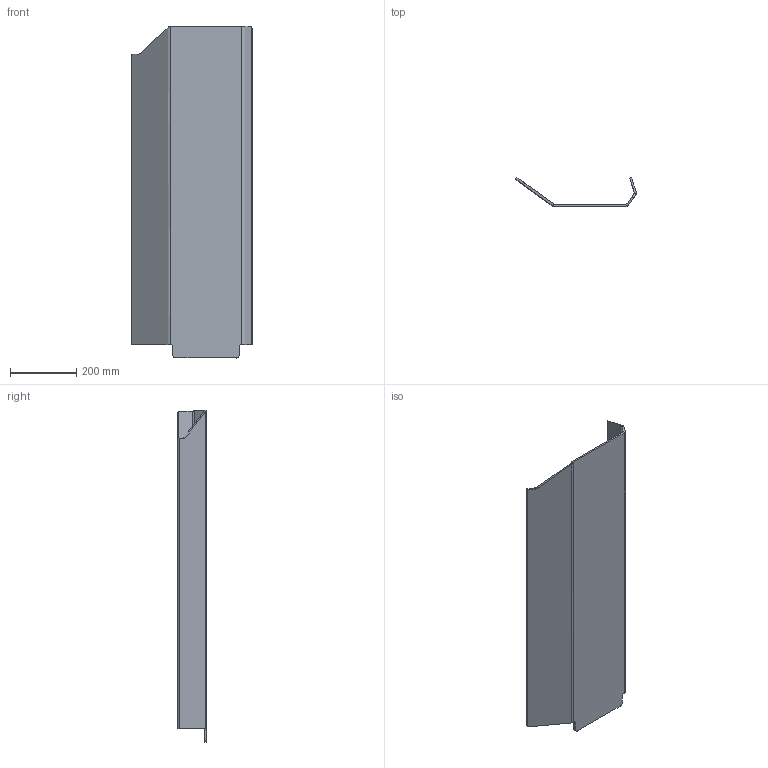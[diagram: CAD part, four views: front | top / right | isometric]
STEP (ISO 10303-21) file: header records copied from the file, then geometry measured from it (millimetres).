
FILE_DESCRIPTION (( 'STEP AP203' ), '1' );
FILE_NAME ('AynalamaM5 - erp33360_ÖZBEKÝSTAN öngöðüs kuþak krosu.IGS_Default_sldprt.STEP', '2023-01-17T11:22:29', ( '' ), ( '' ), 'SwSTEP 2.0', 'SolidWorks 2019', '' );
FILE_SCHEMA (( 'CONFIG_CONTROL_DESIGN' ));
Length unit declared in the file: millimetre
Products named in the file (1): AynalamaM5 - erp33360_ÖZBEKÝSTAN öngöðüs kuþak krosu.IGS_Default_sldprt
Bounding box: 363.15 x 86.56 x 1000.35 mm (x, y, z)
Volume: 2602808.7 mm3; surface area: 884775.7 mm2
Topology: 1 solids, 1 shells, 44 faces, 106 edges, 64 vertices
Faces by surface type: bspline 44
Entity records: 1645 total; most frequent: CARTESIAN_POINT 933, ORIENTED_EDGE 212, EDGE_CURVE 106, B_SPLINE_CURVE_WITH_KNOTS 88, VERTEX_POINT 64, ADVANCED_FACE 44, EDGE_LOOP 44, FACE_OUTER_BOUND 44
